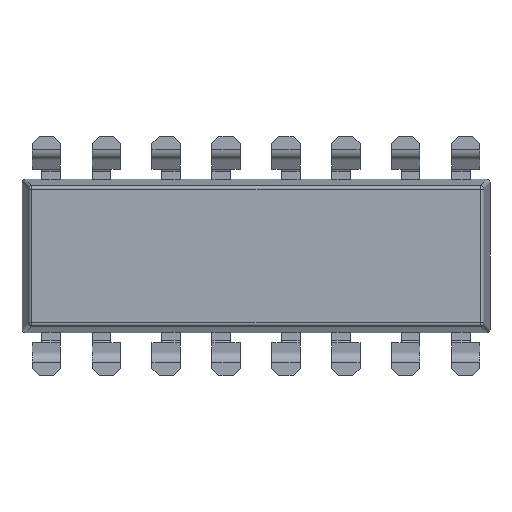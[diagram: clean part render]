
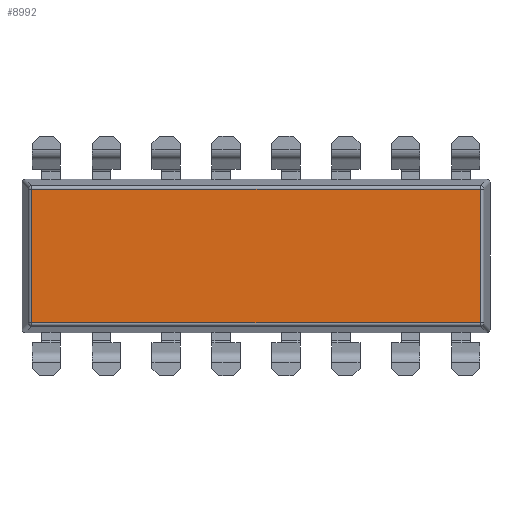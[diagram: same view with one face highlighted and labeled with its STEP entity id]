
A CAD part, front view. The second image highlights one B-rep face of the part: STEP entity #8992.
In plain terms, the highlighted planar face has unit normal (0, -1, 0).
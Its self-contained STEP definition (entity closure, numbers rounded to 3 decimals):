
#1 = VECTOR ( 'NONE', #536, 1000. ) ;
#74 = DIRECTION ( 'NONE',  ( 0., 0., -1. ) ) ;
#220 = LINE ( 'NONE', #4769, #4601 ) ;
#284 = LINE ( 'NONE', #9318, #1 ) ;
#381 = VECTOR ( 'NONE', #74, 1000. ) ;
#397 = DIRECTION ( 'NONE',  ( 1., 0., 0. ) ) ;
#536 = DIRECTION ( 'NONE',  ( -1., 0., 0. ) ) ;
#658 = LINE ( 'NONE', #5318, #381 ) ;
#1217 = PLANE ( 'NONE',  #9270 ) ;
#1277 = DIRECTION ( 'NONE',  ( 0., 0., 1. ) ) ;
#1644 = ORIENTED_EDGE ( 'NONE', *, *, #8024, .T. ) ;
#2103 = EDGE_LOOP ( 'NONE', ( #9436, #1644, #7351, #11217 ) ) ;
#2113 = EDGE_CURVE ( 'NONE', #8717, #6918, #220, .T. ) ;
#4457 = EDGE_CURVE ( 'NONE', #4933, #8717, #658, .T. ) ;
#4601 = VECTOR ( 'NONE', #397, 1000. ) ;
#4683 = EDGE_CURVE ( 'NONE', #6918, #7784, #9771, .T. ) ;
#4749 = CARTESIAN_POINT ( 'NONE',  ( 0., -2., 0. ) ) ;
#4769 = CARTESIAN_POINT ( 'NONE',  ( 9.639, -2., -2.839 ) ) ;
#4933 = VERTEX_POINT ( 'NONE', #7395 ) ;
#5318 = CARTESIAN_POINT ( 'NONE',  ( -9.509, -2., -2.969 ) ) ;
#5619 = DIRECTION ( 'NONE',  ( 1., 0., 0. ) ) ;
#5647 = CARTESIAN_POINT ( 'NONE',  ( 9.509, -2., 2.969 ) ) ;
#5817 = FACE_OUTER_BOUND ( 'NONE', #2103, .T. ) ;
#6918 = VERTEX_POINT ( 'NONE', #8429 ) ;
#7351 = ORIENTED_EDGE ( 'NONE', *, *, #4457, .T. ) ;
#7395 = CARTESIAN_POINT ( 'NONE',  ( -9.509, -2., 2.839 ) ) ;
#7784 = VERTEX_POINT ( 'NONE', #8974 ) ;
#8024 = EDGE_CURVE ( 'NONE', #7784, #4933, #284, .T. ) ;
#8429 = CARTESIAN_POINT ( 'NONE',  ( 9.509, -2., -2.839 ) ) ;
#8717 = VERTEX_POINT ( 'NONE', #10485 ) ;
#8974 = CARTESIAN_POINT ( 'NONE',  ( 9.509, -2., 2.839 ) ) ;
#8992 = ADVANCED_FACE ( 'NONE', ( #5817 ), #1217, .F. ) ;
#9270 = AXIS2_PLACEMENT_3D ( 'NONE', #4749, #10948, #5619 ) ;
#9318 = CARTESIAN_POINT ( 'NONE',  ( -9.639, -2., 2.839 ) ) ;
#9436 = ORIENTED_EDGE ( 'NONE', *, *, #4683, .T. ) ;
#9497 = VECTOR ( 'NONE', #1277, 1000. ) ;
#9771 = LINE ( 'NONE', #5647, #9497 ) ;
#10485 = CARTESIAN_POINT ( 'NONE',  ( -9.509, -2., -2.839 ) ) ;
#10948 = DIRECTION ( 'NONE',  ( 0., 1., 0. ) ) ;
#11217 = ORIENTED_EDGE ( 'NONE', *, *, #2113, .T. ) ;
